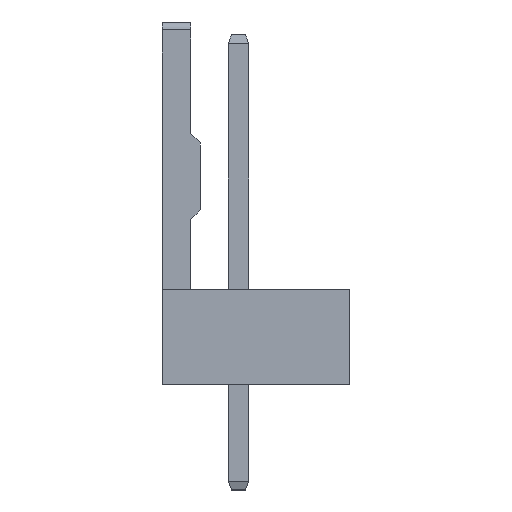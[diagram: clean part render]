
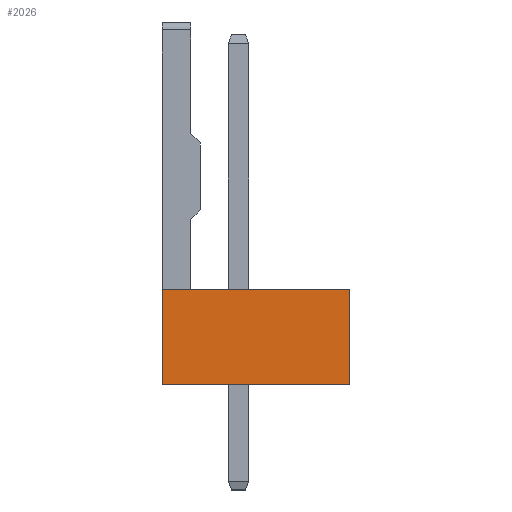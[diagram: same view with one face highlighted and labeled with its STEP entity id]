
A CAD part, left-side view. The second image highlights one B-rep face of the part: STEP entity #2026.
In plain terms, the highlighted planar face has unit normal (-1, 0, 0).
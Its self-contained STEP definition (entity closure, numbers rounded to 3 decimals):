
#149=FACE_OUTER_BOUND('',#259,.T.);
#259=EDGE_LOOP('',(#1520,#1521,#1522,#1523));
#428=LINE('',#3091,#682);
#434=LINE('',#3105,#688);
#440=LINE('',#3115,#694);
#453=LINE('',#3142,#707);
#682=VECTOR('',#2547,1000.);
#688=VECTOR('',#2559,1000.);
#694=VECTOR('',#2567,1000.);
#707=VECTOR('',#2592,1000.);
#900=VERTEX_POINT('',#3088);
#901=VERTEX_POINT('',#3090);
#905=VERTEX_POINT('',#3102);
#906=VERTEX_POINT('',#3104);
#1103=EDGE_CURVE('',#900,#901,#428,.T.);
#1110=EDGE_CURVE('',#906,#905,#434,.T.);
#1116=EDGE_CURVE('',#905,#901,#440,.T.);
#1129=EDGE_CURVE('',#900,#906,#453,.T.);
#1520=ORIENTED_EDGE('',*,*,#1116,.T.);
#1521=ORIENTED_EDGE('',*,*,#1103,.F.);
#1522=ORIENTED_EDGE('',*,*,#1129,.T.);
#1523=ORIENTED_EDGE('',*,*,#1110,.T.);
#1811=PLANE('',#2263);
#2026=ADVANCED_FACE('',(#149),#1811,.T.);
#2263=AXIS2_PLACEMENT_3D('',#3143,#2593,#2594);
#2547=DIRECTION('',(0.,0.,1.));
#2559=DIRECTION('',(0.,0.,1.));
#2567=DIRECTION('',(0.,1.,0.));
#2592=DIRECTION('',(0.,-1.,0.));
#2593=DIRECTION('center_axis',(-1.,0.,0.));
#2594=DIRECTION('ref_axis',(0.,0.,1.));
#3088=CARTESIAN_POINT('',(-1.27,2.4,0.));
#3090=CARTESIAN_POINT('',(-1.27,2.4,3.));
#3091=CARTESIAN_POINT('',(-1.27,2.4,0.));
#3102=CARTESIAN_POINT('',(-1.27,-3.5,3.));
#3104=CARTESIAN_POINT('',(-1.27,-3.5,0.));
#3105=CARTESIAN_POINT('',(-1.27,-3.5,0.));
#3115=CARTESIAN_POINT('',(-1.27,2.4,3.));
#3142=CARTESIAN_POINT('',(-1.27,2.4,0.));
#3143=CARTESIAN_POINT('Origin',(-1.27,2.4,0.));
